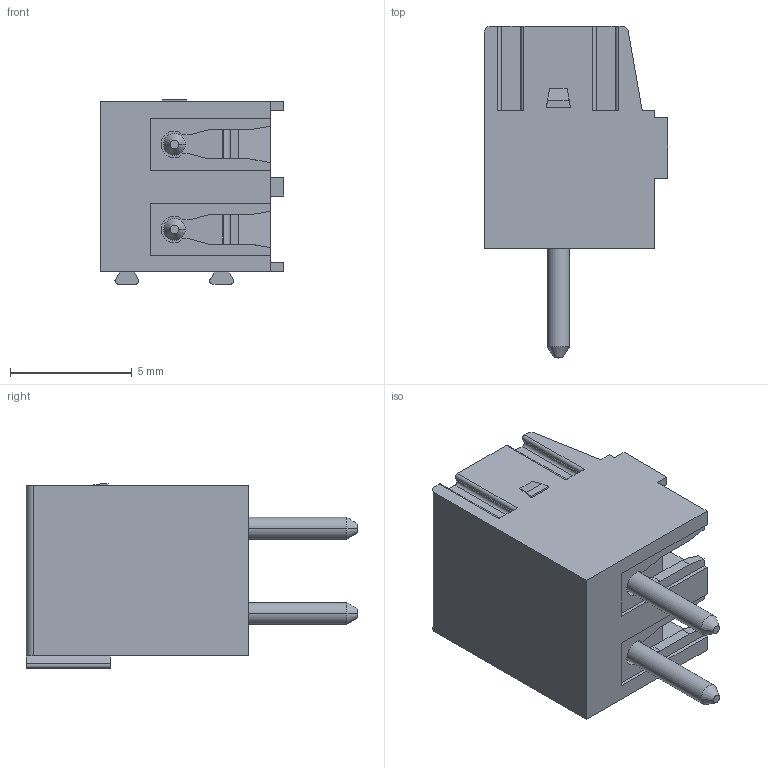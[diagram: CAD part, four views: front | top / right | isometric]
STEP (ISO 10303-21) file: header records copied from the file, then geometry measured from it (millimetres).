
FILE_DESCRIPTION((''),'2;1');
FILE_NAME('PRT0051','2024-09-25T',('yanfa'),(''),'PRO/ENGINEER BY PARAMETRIC TECHNOLOGY CORPORATION, 2009280','PRO/ENGINEER BY PARAMETRIC TECHNOLOGY CORPORATION, 2009280','');
FILE_SCHEMA(('AUTOMOTIVE_DESIGN_CC2 { 1 2 10303 214 -1 1 5 2 }'));
Length unit declared in the file: millimetre
Products named in the file (1): PRT0051
Bounding box: 7.55 x 13.65 x 7.58 mm (x, y, z)
Volume: 336.6 mm3; surface area: 821 mm2
Topology: 1 solids, 1 shells, 229 faces, 622 edges, 404 vertices
Faces by surface type: plane 157, cylinder 52, cone 12, torus 4, extrusion 4
Entity records: 7246 total; most frequent: CARTESIAN_POINT 1361, ORIENTED_EDGE 1244, DIRECTION 1188, EDGE_CURVE 622, VECTOR 490, LINE 486, VERTEX_POINT 404, AXIS2_PLACEMENT_3D 349
